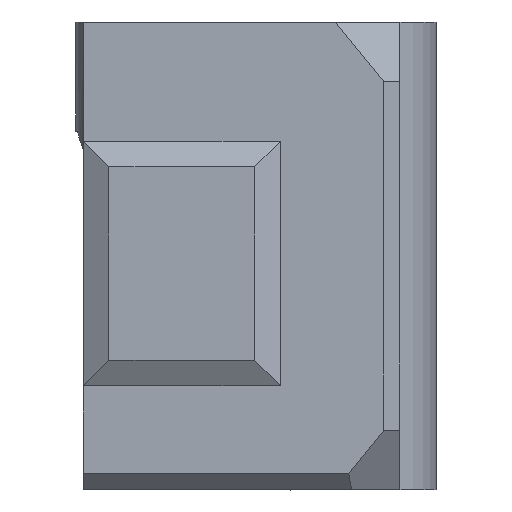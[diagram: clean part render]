
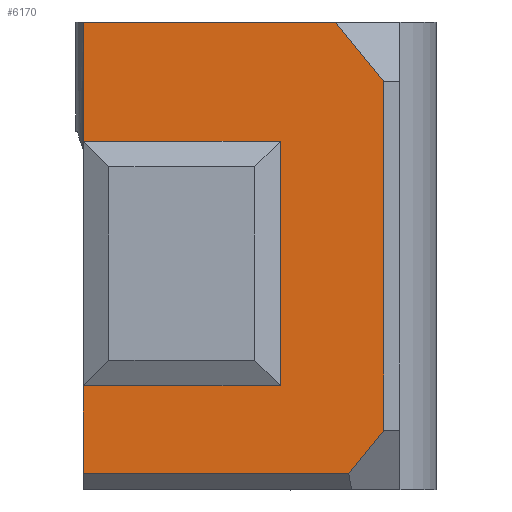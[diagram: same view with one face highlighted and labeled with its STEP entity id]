
A CAD part, top view. The second image highlights one B-rep face of the part: STEP entity #6170.
In plain terms, the highlighted planar face has unit normal (0, 0, 1).
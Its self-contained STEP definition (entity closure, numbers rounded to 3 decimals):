
#241=PLANE('',#6600);
#553=FACE_OUTER_BOUND('',#914,.T.);
#914=EDGE_LOOP('',(#4744,#4745,#4746,#4747,#4748,#4749,#4750,#4751,#4752,
#4753));
#1425=LINE('',#9316,#2108);
#1428=LINE('',#9321,#2111);
#1429=LINE('',#9323,#2112);
#1430=LINE('',#9326,#2113);
#1439=LINE('',#9343,#2122);
#1482=LINE('',#9428,#2165);
#1483=LINE('',#9430,#2166);
#1484=LINE('',#9432,#2167);
#1485=LINE('',#9434,#2168);
#1486=LINE('',#9435,#2169);
#2108=VECTOR('',#7389,10.);
#2111=VECTOR('',#7394,10.);
#2112=VECTOR('',#7397,10.);
#2113=VECTOR('',#7400,10.);
#2122=VECTOR('',#7409,10.);
#2165=VECTOR('',#7454,10.);
#2166=VECTOR('',#7455,10.);
#2167=VECTOR('',#7456,10.);
#2168=VECTOR('',#7457,10.);
#2169=VECTOR('',#7458,10.);
#2924=VERTEX_POINT('',#9300);
#2927=VERTEX_POINT('',#9305);
#2930=VERTEX_POINT('',#9315);
#2931=VERTEX_POINT('',#9319);
#2932=VERTEX_POINT('',#9325);
#2940=VERTEX_POINT('',#9341);
#2981=VERTEX_POINT('',#9427);
#2982=VERTEX_POINT('',#9429);
#2983=VERTEX_POINT('',#9431);
#2984=VERTEX_POINT('',#9433);
#3596=EDGE_CURVE('',#2930,#2924,#1425,.T.);
#3599=EDGE_CURVE('',#2927,#2931,#1428,.T.);
#3600=EDGE_CURVE('',#2931,#2930,#1429,.T.);
#3601=EDGE_CURVE('',#2932,#2927,#1430,.T.);
#3610=EDGE_CURVE('',#2924,#2940,#1439,.T.);
#3653=EDGE_CURVE('',#2940,#2981,#1482,.T.);
#3654=EDGE_CURVE('',#2982,#2981,#1483,.T.);
#3655=EDGE_CURVE('',#2982,#2983,#1484,.T.);
#3656=EDGE_CURVE('',#2984,#2983,#1485,.T.);
#3657=EDGE_CURVE('',#2984,#2932,#1486,.T.);
#4744=ORIENTED_EDGE('',*,*,#3599,.T.);
#4745=ORIENTED_EDGE('',*,*,#3600,.T.);
#4746=ORIENTED_EDGE('',*,*,#3596,.T.);
#4747=ORIENTED_EDGE('',*,*,#3610,.T.);
#4748=ORIENTED_EDGE('',*,*,#3653,.T.);
#4749=ORIENTED_EDGE('',*,*,#3654,.F.);
#4750=ORIENTED_EDGE('',*,*,#3655,.T.);
#4751=ORIENTED_EDGE('',*,*,#3656,.F.);
#4752=ORIENTED_EDGE('',*,*,#3657,.T.);
#4753=ORIENTED_EDGE('',*,*,#3601,.T.);
#6170=ADVANCED_FACE('',(#553),#241,.T.);
#6600=AXIS2_PLACEMENT_3D('',#9426,#7452,#7453);
#7389=DIRECTION('',(-1.,0.,0.));
#7394=DIRECTION('',(1.,0.,0.));
#7397=DIRECTION('',(0.,-1.,0.));
#7400=DIRECTION('',(0.,-1.,0.));
#7409=DIRECTION('',(0.,-1.,0.));
#7452=DIRECTION('center_axis',(0.,0.,
1.));
#7453=DIRECTION('ref_axis',(-1.,0.,0.));
#7454=DIRECTION('',(1.,0.,0.));
#7455=DIRECTION('',(-0.632,-0.775,0.));
#7456=DIRECTION('',(0.,1.,0.));
#7457=DIRECTION('',(0.632,-0.775,0.));
#7458=DIRECTION('',(-1.,0.,0.));
#9300=CARTESIAN_POINT('',(313.685,181.75,366.29));
#9305=CARTESIAN_POINT('',(313.685,212.1,366.29));
#9315=CARTESIAN_POINT('',(338.121,181.75,366.29));
#9316=CARTESIAN_POINT('',(333.33,181.75,366.29));
#9319=CARTESIAN_POINT('',(338.121,212.1,366.29));
#9321=CARTESIAN_POINT('',(345.548,212.1,366.29));
#9323=CARTESIAN_POINT('',(338.121,204.33,366.29));
#9325=CARTESIAN_POINT('',(313.685,226.91,366.29));
#9326=CARTESIAN_POINT('',(313.685,226.91,366.29));
#9341=CARTESIAN_POINT('',(313.685,170.91,366.29));
#9343=CARTESIAN_POINT('',(313.685,226.91,366.29));
#9426=CARTESIAN_POINT('Origin',(352.975,226.91,366.29));
#9427=CARTESIAN_POINT('',(346.608,170.91,366.29));
#9428=CARTESIAN_POINT('',(343.153,170.91,366.29));
#9429=CARTESIAN_POINT('',(350.975,176.258,366.29));
#9430=CARTESIAN_POINT('',(364.103,192.337,366.29));
#9431=CARTESIAN_POINT('',(350.975,219.562,366.29));
#9432=CARTESIAN_POINT('',(350.975,226.91,366.29));
#9433=CARTESIAN_POINT('',(344.975,226.91,366.29));
#9434=CARTESIAN_POINT('',(349.496,221.373,366.29));
#9435=CARTESIAN_POINT('',(352.975,226.91,366.29));
